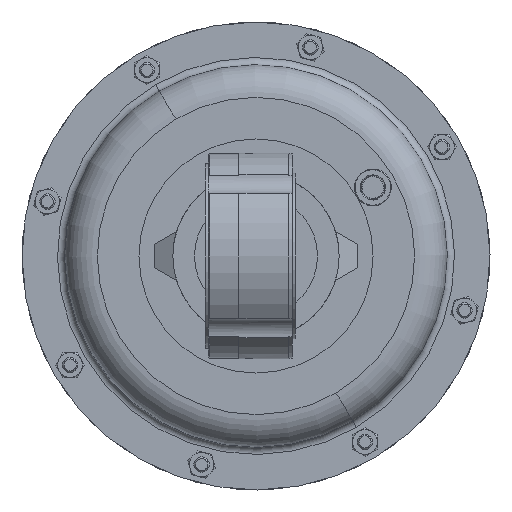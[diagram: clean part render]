
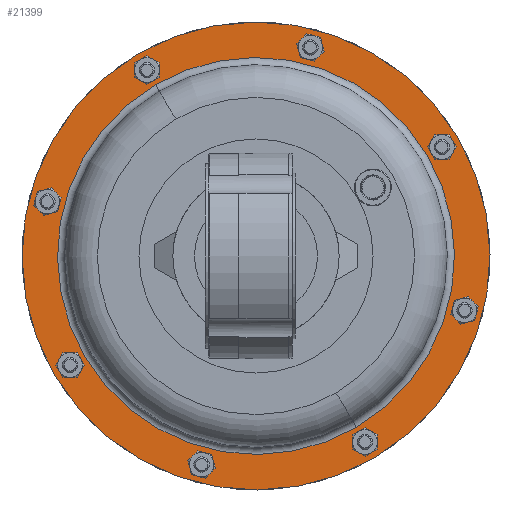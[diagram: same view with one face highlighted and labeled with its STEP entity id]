
A CAD part, front view. The second image highlights one B-rep face of the part: STEP entity #21399.
In plain terms, the highlighted planar face has unit normal (0, -1, 0).
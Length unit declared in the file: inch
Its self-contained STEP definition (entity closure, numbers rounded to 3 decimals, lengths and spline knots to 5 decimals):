
#693 = VERTEX_POINT ( 'NONE', #17393 ) ;
#802 = DIRECTION ( 'NONE',  ( -0.506, 0., 0.863 ) ) ;
#3403 = CARTESIAN_POINT ( 'NONE',  ( 0., 9.0425, 0. ) ) ;
#3608 = DIRECTION ( 'NONE',  ( -0.506, 0., 0.863 ) ) ;
#3637 = AXIS2_PLACEMENT_3D ( 'NONE', #3403, #5105, #5205 ) ;
#4003 = CARTESIAN_POINT ( 'NONE',  ( -2.0378, 9.0425, 3.47566 ) ) ;
#4052 = CARTESIAN_POINT ( 'NONE',  ( -2.40247, 9.0425, 4.09764 ) ) ;
#5105 = DIRECTION ( 'NONE',  ( 0., 1., 0. ) ) ;
#5205 = DIRECTION ( 'NONE',  ( -0.506, 0., 0.863 ) ) ;
#6471 = AXIS2_PLACEMENT_3D ( 'NONE', #8254, #12233, #802 ) ;
#6900 = VERTEX_POINT ( 'NONE', #4052 ) ;
#7361 = VERTEX_POINT ( 'NONE', #20657 ) ;
#7384 = EDGE_LOOP ( 'NONE', ( #14212, #21944 ) ) ;
#8254 = CARTESIAN_POINT ( 'NONE',  ( 0., 9.0425, 0. ) ) ;
#8411 = AXIS2_PLACEMENT_3D ( 'NONE', #9204, #9051, #16438 ) ;
#9051 = DIRECTION ( 'NONE',  ( 0., -1., 0. ) ) ;
#9204 = CARTESIAN_POINT ( 'NONE',  ( 4.09764, 9.0425, 2.40247 ) ) ;
#9693 = CIRCLE ( 'NONE', #17776, 4.029 ) ;
#9963 = ORIENTED_EDGE ( 'NONE', *, *, #14669, .F. ) ;
#10031 = EDGE_LOOP ( 'NONE', ( #9963, #14397 ) ) ;
#11524 = EDGE_CURVE ( 'NONE', #7361, #15276, #9693, .T. ) ;
#12093 = CIRCLE ( 'NONE', #6471, 4.75 ) ;
#12233 = DIRECTION ( 'NONE',  ( 0., 1., 0. ) ) ;
#13032 = CIRCLE ( 'NONE', #3637, 4.029 ) ;
#14212 = ORIENTED_EDGE ( 'NONE', *, *, #16086, .T. ) ;
#14397 = ORIENTED_EDGE ( 'NONE', *, *, #19501, .F. ) ;
#14612 = CARTESIAN_POINT ( 'NONE',  ( 0., 9.0425, 0. ) ) ;
#14669 = EDGE_CURVE ( 'NONE', #6900, #693, #23964, .T. ) ;
#15276 = VERTEX_POINT ( 'NONE', #4003 ) ;
#16086 = EDGE_CURVE ( 'NONE', #15276, #7361, #13032, .T. ) ;
#16390 = DIRECTION ( 'NONE',  ( -0.506, 0., 0.863 ) ) ;
#16438 = DIRECTION ( 'NONE',  ( 0.506, 0., -0.863 ) ) ;
#16893 = FACE_OUTER_BOUND ( 'NONE', #10031, .T. ) ;
#17393 = CARTESIAN_POINT ( 'NONE',  ( 2.40247, 9.0425, -4.09764 ) ) ;
#17776 = AXIS2_PLACEMENT_3D ( 'NONE', #23856, #22129, #3608 ) ;
#19501 = EDGE_CURVE ( 'NONE', #693, #6900, #12093, .T. ) ;
#19962 = PLANE ( 'NONE',  #8411 ) ;
#20657 = CARTESIAN_POINT ( 'NONE',  ( 2.0378, 9.0425, -3.47566 ) ) ;
#20961 = AXIS2_PLACEMENT_3D ( 'NONE', #14612, #24063, #16390 ) ;
#21399 = ADVANCED_FACE ( 'NONE', ( #22705, #16893 ), #19962, .T. ) ;
#21944 = ORIENTED_EDGE ( 'NONE', *, *, #11524, .T. ) ;
#22129 = DIRECTION ( 'NONE',  ( 0., 1., 0. ) ) ;
#22705 = FACE_BOUND ( 'NONE', #7384, .T. ) ;
#23856 = CARTESIAN_POINT ( 'NONE',  ( 0., 9.0425, 0. ) ) ;
#23964 = CIRCLE ( 'NONE', #20961, 4.75 ) ;
#24063 = DIRECTION ( 'NONE',  ( 0., 1., 0. ) ) ;
